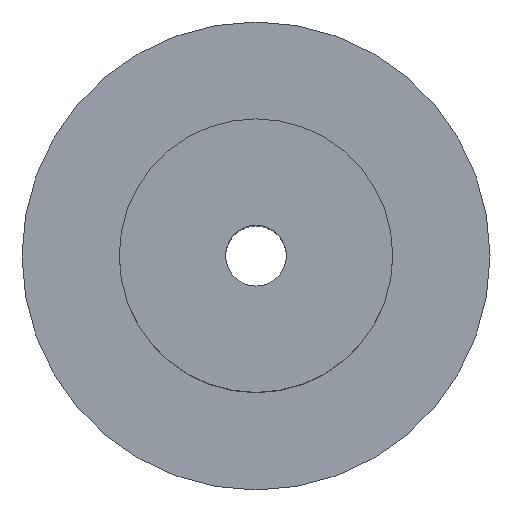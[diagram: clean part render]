
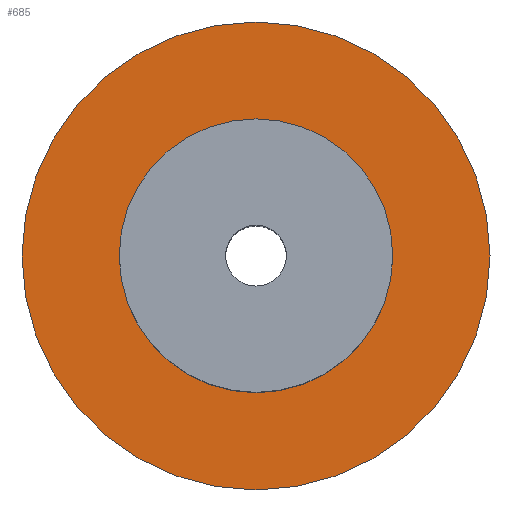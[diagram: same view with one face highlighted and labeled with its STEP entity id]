
A CAD part, top view. The second image highlights one B-rep face of the part: STEP entity #685.
In plain terms, the highlighted planar face has unit normal (0, 0, 1).
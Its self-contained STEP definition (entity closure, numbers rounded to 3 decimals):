
#265 = CYLINDRICAL_SURFACE('',#266,22.5);
#266 = AXIS2_PLACEMENT_3D('',#267,#268,#269);
#267 = CARTESIAN_POINT('',(0.,0.,160.));
#268 = DIRECTION('',(0.,0.,-1.));
#269 = DIRECTION('',(0.,-1.,0.));
#319 = CONICAL_SURFACE('',#320,38.5,0.785);
#320 = AXIS2_PLACEMENT_3D('',#321,#322,#323);
#321 = CARTESIAN_POINT('',(0.,0.,124.8));
#322 = DIRECTION('',(0.,0.,1.));
#323 = DIRECTION('',(0.,-1.,0.));
#502 = VERTEX_POINT('',#503);
#503 = CARTESIAN_POINT('',(0.,-22.5,124.8));
#524 = EDGE_CURVE('',#502,#502,#525,.T.);
#525 = SURFACE_CURVE('',#526,(#531,#538),.PCURVE_S1.);
#526 = CIRCLE('',#527,22.5);
#527 = AXIS2_PLACEMENT_3D('',#528,#529,#530);
#528 = CARTESIAN_POINT('',(0.,0.,124.8));
#529 = DIRECTION('',(0.,0.,1.));
#530 = DIRECTION('',(0.,-1.,0.));
#531 = PCURVE('',#265,#532);
#532 = DEFINITIONAL_REPRESENTATION('',(#533),#537);
#533 = LINE('',#534,#535);
#534 = CARTESIAN_POINT('',(-0.,35.2));
#535 = VECTOR('',#536,1.);
#536 = DIRECTION('',(-1.,0.));
#537 = ( GEOMETRIC_REPRESENTATION_CONTEXT(2) 
PARAMETRIC_REPRESENTATION_CONTEXT() REPRESENTATION_CONTEXT('2D SPACE',''
  ) );
#538 = PCURVE('',#539,#544);
#539 = PLANE('',#540);
#540 = AXIS2_PLACEMENT_3D('',#541,#542,#543);
#541 = CARTESIAN_POINT('',(0.,0.,124.8));
#542 = DIRECTION('',(0.,0.,1.));
#543 = DIRECTION('',(0.,-1.,0.));
#544 = DEFINITIONAL_REPRESENTATION('',(#545),#549);
#545 = CIRCLE('',#546,22.5);
#546 = AXIS2_PLACEMENT_2D('',#547,#548);
#547 = CARTESIAN_POINT('',(0.,0.));
#548 = DIRECTION('',(1.,0.));
#549 = ( GEOMETRIC_REPRESENTATION_CONTEXT(2) 
PARAMETRIC_REPRESENTATION_CONTEXT() REPRESENTATION_CONTEXT('2D SPACE',''
  ) );
#555 = EDGE_CURVE('',#556,#556,#558,.T.);
#556 = VERTEX_POINT('',#557);
#557 = CARTESIAN_POINT('',(0.,-38.5,124.8));
#558 = SURFACE_CURVE('',#559,(#564,#571),.PCURVE_S1.);
#559 = CIRCLE('',#560,38.5);
#560 = AXIS2_PLACEMENT_3D('',#561,#562,#563);
#561 = CARTESIAN_POINT('',(0.,0.,124.8));
#562 = DIRECTION('',(0.,0.,1.));
#563 = DIRECTION('',(0.,-1.,0.));
#564 = PCURVE('',#319,#565);
#565 = DEFINITIONAL_REPRESENTATION('',(#566),#570);
#566 = LINE('',#567,#568);
#567 = CARTESIAN_POINT('',(0.,-0.));
#568 = VECTOR('',#569,1.);
#569 = DIRECTION('',(1.,-0.));
#570 = ( GEOMETRIC_REPRESENTATION_CONTEXT(2) 
PARAMETRIC_REPRESENTATION_CONTEXT() REPRESENTATION_CONTEXT('2D SPACE',''
  ) );
#571 = PCURVE('',#539,#572);
#572 = DEFINITIONAL_REPRESENTATION('',(#573),#577);
#573 = CIRCLE('',#574,38.5);
#574 = AXIS2_PLACEMENT_2D('',#575,#576);
#575 = CARTESIAN_POINT('',(0.,0.));
#576 = DIRECTION('',(1.,0.));
#577 = ( GEOMETRIC_REPRESENTATION_CONTEXT(2) 
PARAMETRIC_REPRESENTATION_CONTEXT() REPRESENTATION_CONTEXT('2D SPACE',''
  ) );
#685 = ADVANCED_FACE('',(#686,#689),#539,.T.);
#686 = FACE_BOUND('',#687,.F.);
#687 = EDGE_LOOP('',(#688));
#688 = ORIENTED_EDGE('',*,*,#524,.T.);
#689 = FACE_BOUND('',#690,.F.);
#690 = EDGE_LOOP('',(#691));
#691 = ORIENTED_EDGE('',*,*,#555,.F.);
